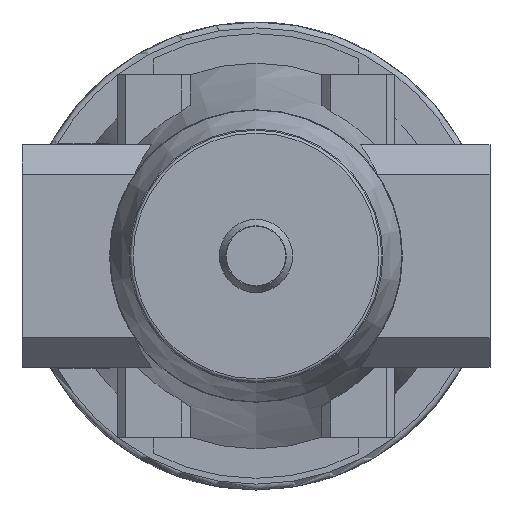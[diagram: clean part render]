
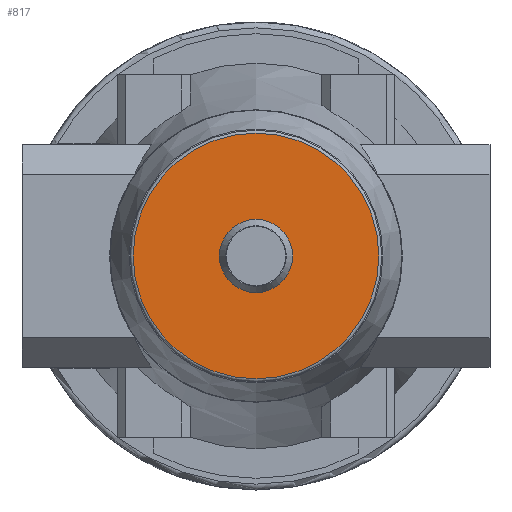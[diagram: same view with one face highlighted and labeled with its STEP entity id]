
A CAD part, front view. The second image highlights one B-rep face of the part: STEP entity #817.
In plain terms, the highlighted planar face has unit normal (0, -1, 0).
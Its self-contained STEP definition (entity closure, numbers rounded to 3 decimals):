
#817 = ADVANCED_FACE( '', ( #1697, #1698 ), #1699, .F. );
#1697 = FACE_BOUND( '', #2575, .T. );
#1698 = FACE_OUTER_BOUND( '', #2576, .T. );
#1699 = PLANE( '', #2577 );
#2575 = EDGE_LOOP( '', ( #4810 ) );
#2576 = EDGE_LOOP( '', ( #4811 ) );
#2577 = AXIS2_PLACEMENT_3D( '', #4812, #4813, #4814 );
#4810 = ORIENTED_EDGE( '', *, *, #5579, .F. );
#4811 = ORIENTED_EDGE( '', *, *, #5496, .T. );
#4812 = CARTESIAN_POINT( '', ( 42., -89., 0. ) );
#4813 = DIRECTION( '', ( 0., 1., 0. ) );
#4814 = DIRECTION( '', ( 0., 0., 1. ) );
#5496 = EDGE_CURVE( '', #6747, #6747, #6748, .T. );
#5579 = EDGE_CURVE( '', #6857, #6857, #6858, .T. );
#6747 = VERTEX_POINT( '', #8914 );
#6748 = CIRCLE( '', #8915, 42. );
#6857 = VERTEX_POINT( '', #9119 );
#6858 = CIRCLE( '', #9120, 12.5 );
#8914 = CARTESIAN_POINT( '', ( 0., -89., -42. ) );
#8915 = AXIS2_PLACEMENT_3D( '', #10129, #10130, #10131 );
#9119 = CARTESIAN_POINT( '', ( 0., -89., -12.5 ) );
#9120 = AXIS2_PLACEMENT_3D( '', #10195, #10196, #10197 );
#10129 = CARTESIAN_POINT( '', ( 0., -89., 0. ) );
#10130 = DIRECTION( '', ( 0., -1., 0. ) );
#10131 = DIRECTION( '', ( 0., 0., -1. ) );
#10195 = CARTESIAN_POINT( '', ( 0., -89., 0. ) );
#10196 = DIRECTION( '', ( 0., -1., 0. ) );
#10197 = DIRECTION( '', ( 0., 0., -1. ) );
